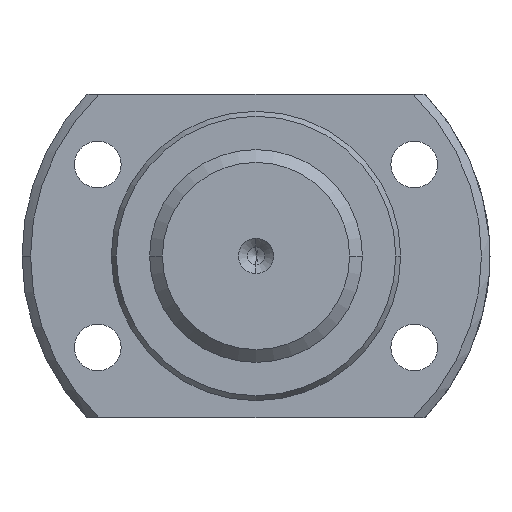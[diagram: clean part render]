
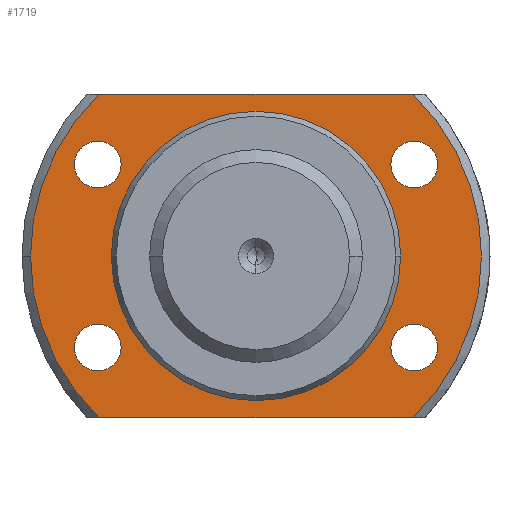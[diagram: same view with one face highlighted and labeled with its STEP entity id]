
A CAD part, left-side view. The second image highlights one B-rep face of the part: STEP entity #1719.
In plain terms, the highlighted planar face has unit normal (-1, 0, 0).
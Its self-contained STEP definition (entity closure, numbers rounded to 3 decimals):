
#3 = DIRECTION ( 'NONE',  ( 0., 1., 0. ) ) ;
#8 = CARTESIAN_POINT ( 'NONE',  ( 12.5, -18.473, 19. ) ) ;
#16 = DIRECTION ( 'NONE',  ( 1., 0., 0. ) ) ;
#19 = DIRECTION ( 'NONE',  ( 0., 1., 0. ) ) ;
#75 = CARTESIAN_POINT ( 'NONE',  ( 12.5, -17., 0. ) ) ;
#86 = AXIS2_PLACEMENT_3D ( 'NONE', #2608, #918, #1373 ) ;
#92 = EDGE_LOOP ( 'NONE', ( #1275, #2979, #3222, #149, #1358 ) ) ;
#123 = DIRECTION ( 'NONE',  ( 0., -1., 0. ) ) ;
#141 = CARTESIAN_POINT ( 'NONE',  ( 12.5, -21.35, 10.75 ) ) ;
#149 = ORIENTED_EDGE ( 'NONE', *, *, #1583, .T. ) ;
#153 = ORIENTED_EDGE ( 'NONE', *, *, #2574, .T. ) ;
#164 = VERTEX_POINT ( 'NONE', #3053 ) ;
#186 = CIRCLE ( 'NONE', #1998, 2.75 ) ;
#188 = CARTESIAN_POINT ( 'NONE',  ( 12.5, 0., 0. ) ) ;
#203 = ORIENTED_EDGE ( 'NONE', *, *, #835, .T. ) ;
#212 = ORIENTED_EDGE ( 'NONE', *, *, #2666, .T. ) ;
#234 = VERTEX_POINT ( 'NONE', #1333 ) ;
#236 = VECTOR ( 'NONE', #123, 1000. ) ;
#288 = CIRCLE ( 'NONE', #3000, 2.75 ) ;
#315 = ORIENTED_EDGE ( 'NONE', *, *, #3181, .T. ) ;
#425 = EDGE_LOOP ( 'NONE', ( #153, #1528 ) ) ;
#430 = AXIS2_PLACEMENT_3D ( 'NONE', #2932, #676, #1681 ) ;
#439 = VECTOR ( 'NONE', #2734, 1000. ) ;
#533 = EDGE_CURVE ( 'NONE', #1461, #833, #2875, .T. ) ;
#547 = CARTESIAN_POINT ( 'NONE',  ( 12.5, 17., 0. ) ) ;
#551 = DIRECTION ( 'NONE',  ( 0., 1., 0. ) ) ;
#588 = CIRCLE ( 'NONE', #2826, 17. ) ;
#589 = DIRECTION ( 'NONE',  ( 0., 1., 0. ) ) ;
#629 = DIRECTION ( 'NONE',  ( 0., 1., 0. ) ) ;
#676 = DIRECTION ( 'NONE',  ( 1., 0., 0. ) ) ;
#700 = DIRECTION ( 'NONE',  ( 0., 1., 0. ) ) ;
#740 = AXIS2_PLACEMENT_3D ( 'NONE', #1342, #2361, #1093 ) ;
#745 = CARTESIAN_POINT ( 'NONE',  ( 12.5, 18.473, 19. ) ) ;
#833 = VERTEX_POINT ( 'NONE', #3129 ) ;
#835 = EDGE_CURVE ( 'NONE', #838, #1674, #2558, .T. ) ;
#836 = DIRECTION ( 'NONE',  ( 0., 1., 0. ) ) ;
#838 = VERTEX_POINT ( 'NONE', #877 ) ;
#843 = EDGE_CURVE ( 'NONE', #234, #1633, #2294, .T. ) ;
#845 = CIRCLE ( 'NONE', #1060, 17. ) ;
#877 = CARTESIAN_POINT ( 'NONE',  ( 12.5, -21.35, -10.75 ) ) ;
#918 = DIRECTION ( 'NONE',  ( 1., 0., 0. ) ) ;
#922 = LINE ( 'NONE', #1378, #236 ) ;
#938 = VERTEX_POINT ( 'NONE', #2600 ) ;
#949 = FACE_BOUND ( 'NONE', #3011, .T. ) ;
#985 = DIRECTION ( 'NONE',  ( 1., 0., 0. ) ) ;
#1011 = AXIS2_PLACEMENT_3D ( 'NONE', #2481, #1468, #2430 ) ;
#1013 = CIRCLE ( 'NONE', #86, 2.75 ) ;
#1060 = AXIS2_PLACEMENT_3D ( 'NONE', #2644, #1124, #589 ) ;
#1093 = DIRECTION ( 'NONE',  ( 0., 1., 0. ) ) ;
#1124 = DIRECTION ( 'NONE',  ( 1., 0., 0. ) ) ;
#1144 = EDGE_CURVE ( 'NONE', #164, #2671, #2298, .T. ) ;
#1225 = AXIS2_PLACEMENT_3D ( 'NONE', #2272, #2740, #1980 ) ;
#1227 = CARTESIAN_POINT ( 'NONE',  ( 12.5, 18.6, -10.75 ) ) ;
#1254 = LINE ( 'NONE', #2236, #439 ) ;
#1275 = ORIENTED_EDGE ( 'NONE', *, *, #1721, .F. ) ;
#1333 = CARTESIAN_POINT ( 'NONE',  ( 12.5, -15.85, 10.75 ) ) ;
#1342 = CARTESIAN_POINT ( 'NONE',  ( 12.5, -18.6, -10.75 ) ) ;
#1358 = ORIENTED_EDGE ( 'NONE', *, *, #1470, .F. ) ;
#1359 = EDGE_CURVE ( 'NONE', #1674, #838, #2086, .T. ) ;
#1373 = DIRECTION ( 'NONE',  ( 0., 1., 0. ) ) ;
#1378 = CARTESIAN_POINT ( 'NONE',  ( 12.5, -17., -19. ) ) ;
#1448 = DIRECTION ( 'NONE',  ( 1., 0., 0. ) ) ;
#1461 = VERTEX_POINT ( 'NONE', #1542 ) ;
#1468 = DIRECTION ( 'NONE',  ( 1., 0., 0. ) ) ;
#1470 = EDGE_CURVE ( 'NONE', #2184, #938, #2352, .T. ) ;
#1493 = FACE_BOUND ( 'NONE', #2801, .T. ) ;
#1505 = FACE_BOUND ( 'NONE', #425, .T. ) ;
#1528 = ORIENTED_EDGE ( 'NONE', *, *, #2377, .T. ) ;
#1542 = CARTESIAN_POINT ( 'NONE',  ( 12.5, 21.35, -10.75 ) ) ;
#1562 = ORIENTED_EDGE ( 'NONE', *, *, #843, .T. ) ;
#1583 = EDGE_CURVE ( 'NONE', #3167, #938, #922, .T. ) ;
#1626 = DIRECTION ( 'NONE',  ( 1., 0., 0. ) ) ;
#1633 = VERTEX_POINT ( 'NONE', #141 ) ;
#1637 = AXIS2_PLACEMENT_3D ( 'NONE', #188, #985, #700 ) ;
#1674 = VERTEX_POINT ( 'NONE', #2176 ) ;
#1681 = DIRECTION ( 'NONE',  ( 0., 1., 0. ) ) ;
#1693 = ORIENTED_EDGE ( 'NONE', *, *, #1359, .T. ) ;
#1706 = EDGE_LOOP ( 'NONE', ( #2126, #212 ) ) ;
#1719 = ADVANCED_FACE ( 'NONE', ( #1505, #1948, #949, #1493, #2720, #2011 ), #1766, .F. ) ;
#1721 = EDGE_CURVE ( 'NONE', #2671, #2184, #1254, .T. ) ;
#1737 = AXIS2_PLACEMENT_3D ( 'NONE', #3093, #1879, #629 ) ;
#1766 = PLANE ( 'NONE',  #1837 ) ;
#1787 = CIRCLE ( 'NONE', #1011, 2.75 ) ;
#1837 = AXIS2_PLACEMENT_3D ( 'NONE', #2761, #1448, #19 ) ;
#1857 = ORIENTED_EDGE ( 'NONE', *, *, #533, .T. ) ;
#1879 = DIRECTION ( 'NONE',  ( 1., 0., 0. ) ) ;
#1948 = FACE_BOUND ( 'NONE', #2307, .T. ) ;
#1980 = DIRECTION ( 'NONE',  ( 0., 1., 0. ) ) ;
#1998 = AXIS2_PLACEMENT_3D ( 'NONE', #1227, #2197, #3 ) ;
#2011 = FACE_OUTER_BOUND ( 'NONE', #92, .T. ) ;
#2036 = EDGE_CURVE ( 'NONE', #1633, #234, #1013, .T. ) ;
#2086 = CIRCLE ( 'NONE', #1225, 2.75 ) ;
#2111 = CARTESIAN_POINT ( 'NONE',  ( 12.5, 18.6, 10.75 ) ) ;
#2126 = ORIENTED_EDGE ( 'NONE', *, *, #3107, .T. ) ;
#2169 = ORIENTED_EDGE ( 'NONE', *, *, #2036, .T. ) ;
#2176 = CARTESIAN_POINT ( 'NONE',  ( 12.5, -15.85, -10.75 ) ) ;
#2184 = VERTEX_POINT ( 'NONE', #8 ) ;
#2197 = DIRECTION ( 'NONE',  ( 1., 0., 0. ) ) ;
#2207 = AXIS2_PLACEMENT_3D ( 'NONE', #2678, #1626, #2620 ) ;
#2236 = CARTESIAN_POINT ( 'NONE',  ( 12.5, -17., 19. ) ) ;
#2272 = CARTESIAN_POINT ( 'NONE',  ( 12.5, -18.6, -10.75 ) ) ;
#2294 = CIRCLE ( 'NONE', #1737, 2.75 ) ;
#2298 = CIRCLE ( 'NONE', #2207, 26.5 ) ;
#2307 = EDGE_LOOP ( 'NONE', ( #1562, #2169 ) ) ;
#2313 = DIRECTION ( 'NONE',  ( 1., 0., 0. ) ) ;
#2320 = VERTEX_POINT ( 'NONE', #75 ) ;
#2333 = VERTEX_POINT ( 'NONE', #547 ) ;
#2352 = CIRCLE ( 'NONE', #2564, 26.5 ) ;
#2361 = DIRECTION ( 'NONE',  ( 1., 0., 0. ) ) ;
#2377 = EDGE_CURVE ( 'NONE', #2589, #2592, #288, .T. ) ;
#2430 = DIRECTION ( 'NONE',  ( 0., 1., 0. ) ) ;
#2463 = CARTESIAN_POINT ( 'NONE',  ( 12.5, 15.85, 10.75 ) ) ;
#2481 = CARTESIAN_POINT ( 'NONE',  ( 12.5, 18.6, 10.75 ) ) ;
#2550 = EDGE_CURVE ( 'NONE', #3167, #164, #2696, .T. ) ;
#2558 = CIRCLE ( 'NONE', #740, 2.75 ) ;
#2564 = AXIS2_PLACEMENT_3D ( 'NONE', #2845, #2313, #551 ) ;
#2574 = EDGE_CURVE ( 'NONE', #2592, #2589, #1787, .T. ) ;
#2589 = VERTEX_POINT ( 'NONE', #2463 ) ;
#2592 = VERTEX_POINT ( 'NONE', #3212 ) ;
#2600 = CARTESIAN_POINT ( 'NONE',  ( 12.5, -18.473, -19. ) ) ;
#2603 = CARTESIAN_POINT ( 'NONE',  ( 12.5, 18.473, -19. ) ) ;
#2608 = CARTESIAN_POINT ( 'NONE',  ( 12.5, -18.6, 10.75 ) ) ;
#2620 = DIRECTION ( 'NONE',  ( 0., 1., 0. ) ) ;
#2644 = CARTESIAN_POINT ( 'NONE',  ( 12.5, 0., 0. ) ) ;
#2666 = EDGE_CURVE ( 'NONE', #2320, #2333, #588, .T. ) ;
#2671 = VERTEX_POINT ( 'NONE', #745 ) ;
#2678 = CARTESIAN_POINT ( 'NONE',  ( 12.5, 0., 0. ) ) ;
#2682 = CARTESIAN_POINT ( 'NONE',  ( 12.5, 0., 0. ) ) ;
#2696 = CIRCLE ( 'NONE', #1637, 26.5 ) ;
#2720 = FACE_BOUND ( 'NONE', #1706, .T. ) ;
#2734 = DIRECTION ( 'NONE',  ( 0., -1., 0. ) ) ;
#2740 = DIRECTION ( 'NONE',  ( 1., 0., 0. ) ) ;
#2761 = CARTESIAN_POINT ( 'NONE',  ( 12.5, -17., 0. ) ) ;
#2801 = EDGE_LOOP ( 'NONE', ( #1857, #315 ) ) ;
#2826 = AXIS2_PLACEMENT_3D ( 'NONE', #2682, #16, #2988 ) ;
#2845 = CARTESIAN_POINT ( 'NONE',  ( 12.5, 0., 0. ) ) ;
#2875 = CIRCLE ( 'NONE', #430, 2.75 ) ;
#2932 = CARTESIAN_POINT ( 'NONE',  ( 12.5, 18.6, -10.75 ) ) ;
#2979 = ORIENTED_EDGE ( 'NONE', *, *, #1144, .F. ) ;
#2988 = DIRECTION ( 'NONE',  ( 0., 1., 0. ) ) ;
#3000 = AXIS2_PLACEMENT_3D ( 'NONE', #2111, #3088, #836 ) ;
#3011 = EDGE_LOOP ( 'NONE', ( #1693, #203 ) ) ;
#3053 = CARTESIAN_POINT ( 'NONE',  ( 12.5, 26.5, 0. ) ) ;
#3088 = DIRECTION ( 'NONE',  ( 1., 0., 0. ) ) ;
#3093 = CARTESIAN_POINT ( 'NONE',  ( 12.5, -18.6, 10.75 ) ) ;
#3107 = EDGE_CURVE ( 'NONE', #2333, #2320, #845, .T. ) ;
#3129 = CARTESIAN_POINT ( 'NONE',  ( 12.5, 15.85, -10.75 ) ) ;
#3167 = VERTEX_POINT ( 'NONE', #2603 ) ;
#3181 = EDGE_CURVE ( 'NONE', #833, #1461, #186, .T. ) ;
#3212 = CARTESIAN_POINT ( 'NONE',  ( 12.5, 21.35, 10.75 ) ) ;
#3222 = ORIENTED_EDGE ( 'NONE', *, *, #2550, .F. ) ;
